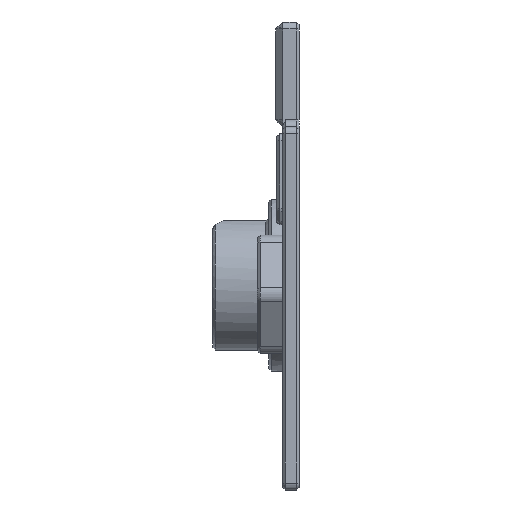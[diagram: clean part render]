
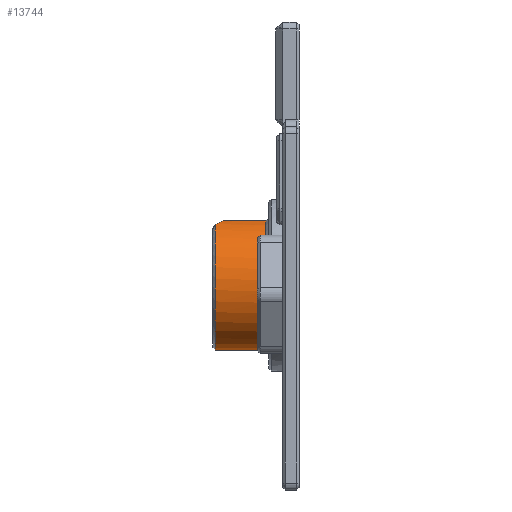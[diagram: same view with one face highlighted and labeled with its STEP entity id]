
A CAD part, left-side view. The second image highlights one B-rep face of the part: STEP entity #13744.
In plain terms, the highlighted cylindrical face has radius 9.5 mm (diameter 19 mm), a partial arc.
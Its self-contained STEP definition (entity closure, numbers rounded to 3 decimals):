
#36=ELLIPSE('',#14659,13.435,9.5);
#37=ELLIPSE('',#14661,13.435,9.5);
#109=CYLINDRICAL_SURFACE('',#14658,9.5);
#291=CIRCLE('',#14656,9.5);
#293=CIRCLE('',#14660,9.5);
#1186=FACE_OUTER_BOUND('',#2069,.T.);
#2069=EDGE_LOOP('',(#9211,#9212,#9213,#9214,#9215,#9216));
#3006=LINE('',#20674,#4432);
#3007=LINE('',#20681,#4433);
#4432=VECTOR('',#16237,10.);
#4433=VECTOR('',#16244,10.);
#5857=VERTEX_POINT('',#20661);
#5858=VERTEX_POINT('',#20665);
#5860=VERTEX_POINT('',#20673);
#5861=VERTEX_POINT('',#20675);
#5862=VERTEX_POINT('',#20677);
#5863=VERTEX_POINT('',#20679);
#7088=EDGE_CURVE('',#5857,#5858,#291,.T.);
#7091=EDGE_CURVE('',#5857,#5860,#3006,.T.);
#7092=EDGE_CURVE('',#5861,#5860,#36,.T.);
#7093=EDGE_CURVE('',#5862,#5861,#293,.T.);
#7094=EDGE_CURVE('',#5863,#5862,#37,.T.);
#7095=EDGE_CURVE('',#5858,#5863,#3007,.T.);
#9211=ORIENTED_EDGE('',*,*,#7088,.F.);
#9212=ORIENTED_EDGE('',*,*,#7091,.T.);
#9213=ORIENTED_EDGE('',*,*,#7092,.F.);
#9214=ORIENTED_EDGE('',*,*,#7093,.F.);
#9215=ORIENTED_EDGE('',*,*,#7094,.F.);
#9216=ORIENTED_EDGE('',*,*,#7095,.F.);
#13744=ADVANCED_FACE('',(#1186),#109,.T.);
#14656=AXIS2_PLACEMENT_3D('',#20666,#16231,#16232);
#14658=AXIS2_PLACEMENT_3D('',#20672,#16235,#16236);
#14659=AXIS2_PLACEMENT_3D('',#20676,#16238,#16239);
#14660=AXIS2_PLACEMENT_3D('',#20678,#16240,#16241);
#14661=AXIS2_PLACEMENT_3D('',#20680,#16242,#16243);
#16231=DIRECTION('center_axis',(0.,-1.,0.));
#16232=DIRECTION('ref_axis',(-1.,0.,0.));
#16235=DIRECTION('center_axis',(0.,1.,0.));
#16236=DIRECTION('ref_axis',(0.,0.,-1.));
#16237=DIRECTION('',(0.,1.,0.));
#16238=DIRECTION('center_axis',(0.707,0.707,0.));
#16239=DIRECTION('ref_axis',(-0.707,0.707,0.));
#16240=DIRECTION('center_axis',(0.,1.,0.));
#16241=DIRECTION('ref_axis',(-1.,0.,0.));
#16242=DIRECTION('center_axis',(-0.707,0.707,0.));
#16243=DIRECTION('ref_axis',(-0.707,-0.707,0.));
#16244=DIRECTION('',(0.,1.,0.));
#20661=CARTESIAN_POINT('',(70.5,4.8,1.514));
#20665=CARTESIAN_POINT('',(76.5,4.8,1.514));
#20666=CARTESIAN_POINT('Origin',(73.5,4.8,-7.5));
#20672=CARTESIAN_POINT('Origin',(73.5,2.4,-7.5));
#20673=CARTESIAN_POINT('',(70.5,10.9,1.514));
#20674=CARTESIAN_POINT('',(70.5,2.4,1.514));
#20675=CARTESIAN_POINT('',(69.4,12.,1.07));
#20676=CARTESIAN_POINT('Origin',(73.5,7.9,-7.5));
#20677=CARTESIAN_POINT('',(77.6,12.,1.07));
#20678=CARTESIAN_POINT('Origin',(73.5,12.,-7.5));
#20679=CARTESIAN_POINT('',(76.5,10.9,1.514));
#20680=CARTESIAN_POINT('Origin',(73.5,7.9,-7.5));
#20681=CARTESIAN_POINT('',(76.5,2.4,1.514));
